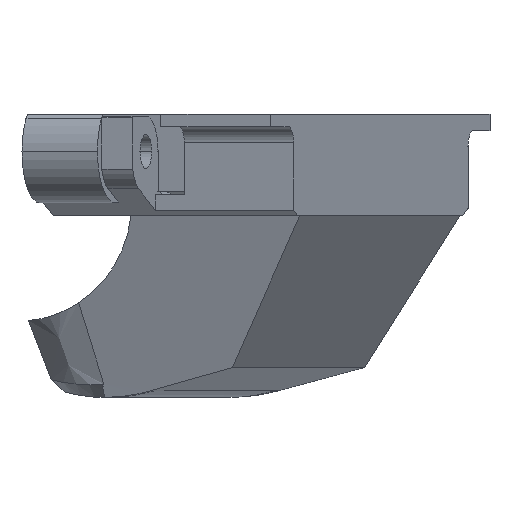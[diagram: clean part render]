
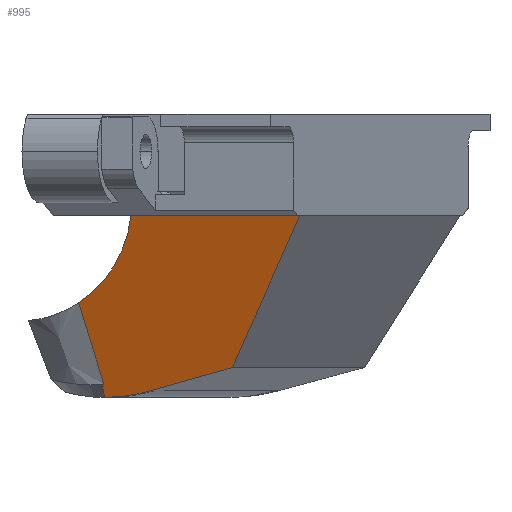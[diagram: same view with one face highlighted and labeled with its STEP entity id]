
A CAD part, front view. The second image highlights one B-rep face of the part: STEP entity #995.
In plain terms, the highlighted planar face has unit normal (-0.337, -0.925, -0.174).
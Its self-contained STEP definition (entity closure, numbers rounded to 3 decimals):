
#166 = PLANE ( 'NONE',  #4613 ) ;
#240 = DIRECTION ( 'NONE',  ( -0.337, -0.925, -0.174 ) ) ;
#244 = EDGE_CURVE ( 'NONE', #1573, #6936, #3933, .T. ) ;
#281 = EDGE_CURVE ( 'NONE', #3308, #5019, #3347, .T. ) ;
#315 = CARTESIAN_POINT ( 'NONE',  ( 22.998, -24.665, 3.422 ) ) ;
#316 = LINE ( 'NONE', #2265, #1313 ) ;
#483 = CARTESIAN_POINT ( 'NONE',  ( 15., -21.558, 2.387 ) ) ;
#539 = CARTESIAN_POINT ( 'NONE',  ( 27.162, -27.956, 12.875 ) ) ;
#750 = LINE ( 'NONE', #3201, #6631 ) ;
#781 = CARTESIAN_POINT ( 'NONE',  ( 15.063, -21.426, 1.55 ) ) ;
#874 = ORIENTED_EDGE ( 'NONE', *, *, #7415, .F. ) ;
#995 = ADVANCED_FACE ( 'NONE', ( #3418 ), #166, .T. ) ;
#1303 = ORIENTED_EDGE ( 'NONE', *, *, #1728, .T. ) ;
#1313 = VECTOR ( 'NONE', #4027, 1000. ) ;
#1402 = DIRECTION ( 'NONE',  ( -0.387, 0.304, -0.871 ) ) ;
#1573 = VERTEX_POINT ( 'NONE', #4949 ) ;
#1583 = CARTESIAN_POINT ( 'NONE',  ( 16.692, -24.145, 12.875 ) ) ;
#1690 = ORIENTED_EDGE ( 'NONE', *, *, #2275, .F. ) ;
#1728 = EDGE_CURVE ( 'NONE', #2587, #3978, #6681, .T. ) ;
#1752 = CARTESIAN_POINT ( 'NONE',  ( 13.421, -21.932, 7.447 ) ) ;
#1928 = VECTOR ( 'NONE', #2409, 1000. ) ;
#1982 = EDGE_CURVE ( 'NONE', #5019, #1573, #316, .T. ) ;
#2071 = CARTESIAN_POINT ( 'NONE',  ( 19.944, -24.335, 7.581 ) ) ;
#2072 = VERTEX_POINT ( 'NONE', #6743 ) ;
#2265 = CARTESIAN_POINT ( 'NONE',  ( 26.854, -27.844, 12.875 ) ) ;
#2275 = EDGE_CURVE ( 'NONE', #2072, #7835, #5038, .T. ) ;
#2369 = ORIENTED_EDGE ( 'NONE', *, *, #281, .F. ) ;
#2409 = DIRECTION ( 'NONE',  ( -0.893, 0.373, -0.254 ) ) ;
#2587 = VERTEX_POINT ( 'NONE', #6276 ) ;
#2673 = CARTESIAN_POINT ( 'NONE',  ( 13.421, -21.932, 7.447 ) ) ;
#2762 =( BOUNDED_CURVE ( )  B_SPLINE_CURVE ( 3, ( #2673, #3983, #4601, #7077 ),
 .UNSPECIFIED., .F., .T. ) 
 B_SPLINE_CURVE_WITH_KNOTS ( ( 4, 4 ),
 ( 3.671, 4.524 ),
 .UNSPECIFIED. ) 
 CURVE ( )  GEOMETRIC_REPRESENTATION_ITEM ( )  RATIONAL_B_SPLINE_CURVE ( ( 1., 0.94, 0.94, 1. ) ) 
 REPRESENTATION_ITEM ( '' )  );
#2883 = CARTESIAN_POINT ( 'NONE',  ( 17.889, -22.533, 1.969 ) ) ;
#3098 = CARTESIAN_POINT ( 'NONE',  ( 15., -21.558, 2.387 ) ) ;
#3174 = CARTESIAN_POINT ( 'NONE',  ( 13.923, -21.926, 6.419 ) ) ;
#3201 = CARTESIAN_POINT ( 'NONE',  ( 20.904, -23.932, 3.573 ) ) ;
#3210 = VECTOR ( 'NONE', #5833, 1000. ) ;
#3236 = DIRECTION ( 'NONE',  ( 0.913, -0.366, 0.182 ) ) ;
#3244 = DIRECTION ( 'NONE',  ( -0.227, -0.099, 0.969 ) ) ;
#3308 = VERTEX_POINT ( 'NONE', #1583 ) ;
#3336 =( BOUNDED_CURVE ( )  B_SPLINE_CURVE ( 3, ( #781, #3759, #5061, #6403 ),
 .UNSPECIFIED., .F., .T. ) 
 B_SPLINE_CURVE_WITH_KNOTS ( ( 4, 4 ),
 ( 0., 1. ),
 .UNSPECIFIED. ) 
 CURVE ( )  GEOMETRIC_REPRESENTATION_ITEM ( )  RATIONAL_B_SPLINE_CURVE ( ( 1., 0.995, 0.995, 1. ) ) 
 REPRESENTATION_ITEM ( '' )  );
#3347 = LINE ( 'NONE', #4581, #3210 ) ;
#3418 = FACE_OUTER_BOUND ( 'NONE', #5778, .T. ) ;
#3667 = VECTOR ( 'NONE', #3244, 1000. ) ;
#3759 = CARTESIAN_POINT ( 'NONE',  ( 16.026, -21.78, 1.568 ) ) ;
#3796 = LINE ( 'NONE', #6282, #1928 ) ;
#3933 = LINE ( 'NONE', #6406, #6836 ) ;
#3978 = VERTEX_POINT ( 'NONE', #483 ) ;
#3983 = CARTESIAN_POINT ( 'NONE',  ( 15.258, -22.828, 8.637 ) ) ;
#4027 = DIRECTION ( 'NONE',  ( 0.94, -0.342, 0. ) ) ;
#4116 = EDGE_CURVE ( 'NONE', #2587, #3308, #2762, .T. ) ;
#4581 = CARTESIAN_POINT ( 'NONE',  ( -29.709, -7.259, 12.875 ) ) ;
#4601 = CARTESIAN_POINT ( 'NONE',  ( 16.418, -23.611, 10.561 ) ) ;
#4610 = DIRECTION ( 'NONE',  ( 0.459, 0., -0.889 ) ) ;
#4613 = AXIS2_PLACEMENT_3D ( 'NONE', #2071, #240, #4610 ) ;
#4668 = EDGE_CURVE ( 'NONE', #2072, #6987, #3336, .T. ) ;
#4934 = CARTESIAN_POINT ( 'NONE',  ( 13.945, -21.811, 5.764 ) ) ;
#4949 = CARTESIAN_POINT ( 'NONE',  ( 27.197, -27.969, 12.875 ) ) ;
#5019 = VERTEX_POINT ( 'NONE', #539 ) ;
#5038 = LINE ( 'NONE', #3174, #3667 ) ;
#5061 = CARTESIAN_POINT ( 'NONE',  ( 16.972, -22.151, 1.708 ) ) ;
#5131 = ORIENTED_EDGE ( 'NONE', *, *, #5557, .F. ) ;
#5338 = ORIENTED_EDGE ( 'NONE', *, *, #4668, .T. ) ;
#5557 = EDGE_CURVE ( 'NONE', #6936, #6987, #3796, .T. ) ;
#5778 = EDGE_LOOP ( 'NONE', ( #1303, #874, #1690, #5338, #5131, #6857, #7385, #2369, #6518 ) ) ;
#5833 = DIRECTION ( 'NONE',  ( 0.94, -0.342, 0. ) ) ;
#6192 = CARTESIAN_POINT ( 'NONE',  ( 14.471, -21.686, 4.08 ) ) ;
#6276 = CARTESIAN_POINT ( 'NONE',  ( 13.421, -21.932, 7.447 ) ) ;
#6282 = CARTESIAN_POINT ( 'NONE',  ( 22.414, -24.422, 3.256 ) ) ;
#6403 = CARTESIAN_POINT ( 'NONE',  ( 17.889, -22.533, 1.969 ) ) ;
#6406 = CARTESIAN_POINT ( 'NONE',  ( 26.23, -27.207, 10.696 ) ) ;
#6518 = ORIENTED_EDGE ( 'NONE', *, *, #4116, .F. ) ;
#6631 = VECTOR ( 'NONE', #3236, 1000. ) ;
#6681 = B_SPLINE_CURVE_WITH_KNOTS ( 'NONE', 3,
 ( #1752, #4934, #6192, #3098 ),
 .UNSPECIFIED., .F., .F.,
 ( 4, 4 ),
 ( 0., 0.995 ),
 .UNSPECIFIED. ) ;
#6743 = CARTESIAN_POINT ( 'NONE',  ( 15.063, -21.426, 1.55 ) ) ;
#6836 = VECTOR ( 'NONE', #1402, 1000. ) ;
#6857 = ORIENTED_EDGE ( 'NONE', *, *, #244, .F. ) ;
#6936 = VERTEX_POINT ( 'NONE', #315 ) ;
#6987 = VERTEX_POINT ( 'NONE', #2883 ) ;
#7077 = CARTESIAN_POINT ( 'NONE',  ( 16.692, -24.145, 12.875 ) ) ;
#7164 = CARTESIAN_POINT ( 'NONE',  ( 14.87, -21.51, 2.373 ) ) ;
#7385 = ORIENTED_EDGE ( 'NONE', *, *, #1982, .F. ) ;
#7415 = EDGE_CURVE ( 'NONE', #7835, #3978, #750, .T. ) ;
#7835 = VERTEX_POINT ( 'NONE', #7164 ) ;
